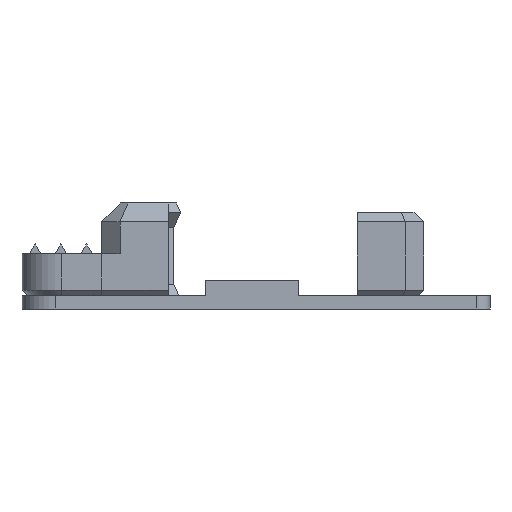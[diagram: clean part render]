
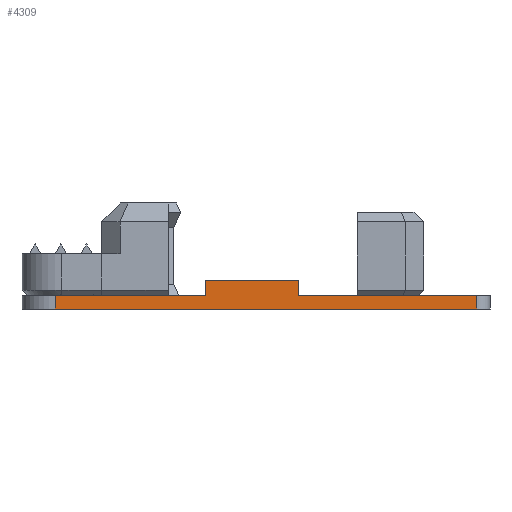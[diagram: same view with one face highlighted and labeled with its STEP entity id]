
A CAD part, front view. The second image highlights one B-rep face of the part: STEP entity #4309.
In plain terms, the highlighted planar face has unit normal (0, -1, 0).
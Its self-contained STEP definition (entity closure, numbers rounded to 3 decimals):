
#175=FACE_OUTER_BOUND('',#428,.T.);
#428=EDGE_LOOP('',(#3190,#3191,#3192,#3193,#3194,#3195,#3196,#3197));
#700=LINE('',#6133,#1277);
#712=LINE('',#6157,#1289);
#757=LINE('',#6277,#1334);
#762=LINE('',#6291,#1339);
#778=LINE('',#6329,#1355);
#779=LINE('',#6333,#1356);
#813=LINE('',#6422,#1390);
#814=LINE('',#6424,#1391);
#1277=VECTOR('',#4947,10.);
#1289=VECTOR('',#4959,10.);
#1334=VECTOR('',#5050,10.);
#1339=VECTOR('',#5063,10.);
#1355=VECTOR('',#5105,10.);
#1356=VECTOR('',#5108,10.);
#1390=VECTOR('',#5200,10.);
#1391=VECTOR('',#5203,10.);
#1827=VERTEX_POINT('',#6130);
#1828=VERTEX_POINT('',#6132);
#1839=VERTEX_POINT('',#6154);
#1840=VERTEX_POINT('',#6156);
#1892=VERTEX_POINT('',#6275);
#1897=VERTEX_POINT('',#6290);
#1907=VERTEX_POINT('',#6331);
#1908=VERTEX_POINT('',#6332);
#2245=EDGE_CURVE('',#1827,#1828,#700,.T.);
#2257=EDGE_CURVE('',#1839,#1840,#712,.T.);
#2317=EDGE_CURVE('',#1839,#1892,#757,.T.);
#2324=EDGE_CURVE('',#1828,#1897,#762,.T.);
#2344=EDGE_CURVE('',#1892,#1897,#778,.T.);
#2345=EDGE_CURVE('',#1907,#1908,#779,.T.);
#2391=EDGE_CURVE('',#1907,#1840,#813,.T.);
#2392=EDGE_CURVE('',#1908,#1827,#814,.T.);
#3190=ORIENTED_EDGE('',*,*,#2345,.F.);
#3191=ORIENTED_EDGE('',*,*,#2391,.T.);
#3192=ORIENTED_EDGE('',*,*,#2257,.F.);
#3193=ORIENTED_EDGE('',*,*,#2317,.T.);
#3194=ORIENTED_EDGE('',*,*,#2344,.T.);
#3195=ORIENTED_EDGE('',*,*,#2324,.F.);
#3196=ORIENTED_EDGE('',*,*,#2245,.F.);
#3197=ORIENTED_EDGE('',*,*,#2392,.F.);
#4078=PLANE('',#4601);
#4309=ADVANCED_FACE('',(#175),#4078,.T.);
#4601=AXIS2_PLACEMENT_3D('',#6423,#5201,#5202);
#4947=DIRECTION('',(1.,0.,0.));
#4959=DIRECTION('',(1.,0.,0.));
#5050=DIRECTION('',(0.,0.,1.));
#5063=DIRECTION('',(0.,0.,1.));
#5105=DIRECTION('',(-1.,0.,0.));
#5108=DIRECTION('',(-1.,0.,0.));
#5200=DIRECTION('',(0.,0.,1.));
#5201=DIRECTION('center_axis',(0.,-1.,0.));
#5202=DIRECTION('ref_axis',(1.,0.,0.));
#5203=DIRECTION('',(0.,0.,1.));
#6130=CARTESIAN_POINT('',(-12.65,-12.75,-6.311));
#6132=CARTESIAN_POINT('',(10.,-12.75,-6.311));
#6133=CARTESIAN_POINT('',(50.8,-12.75,-6.311));
#6154=CARTESIAN_POINT('',(24.,-12.75,-6.311));
#6156=CARTESIAN_POINT('',(50.8,-12.75,-6.311));
#6157=CARTESIAN_POINT('',(50.8,-12.75,-6.311));
#6275=CARTESIAN_POINT('',(24.,-12.75,-4.));
#6277=CARTESIAN_POINT('',(24.,-12.75,-8.311));
#6290=CARTESIAN_POINT('',(10.,-12.75,-4.));
#6291=CARTESIAN_POINT('',(10.,-12.75,-8.311));
#6329=CARTESIAN_POINT('',(13.5,-12.75,-4.));
#6331=CARTESIAN_POINT('',(50.8,-12.75,-8.311));
#6332=CARTESIAN_POINT('',(-12.65,-12.75,-8.311));
#6333=CARTESIAN_POINT('',(50.8,-12.75,-8.311));
#6422=CARTESIAN_POINT('',(50.8,-12.75,-8.311));
#6423=CARTESIAN_POINT('Origin',(-12.65,-12.75,-8.311));
#6424=CARTESIAN_POINT('',(-12.65,-12.75,-8.311));
